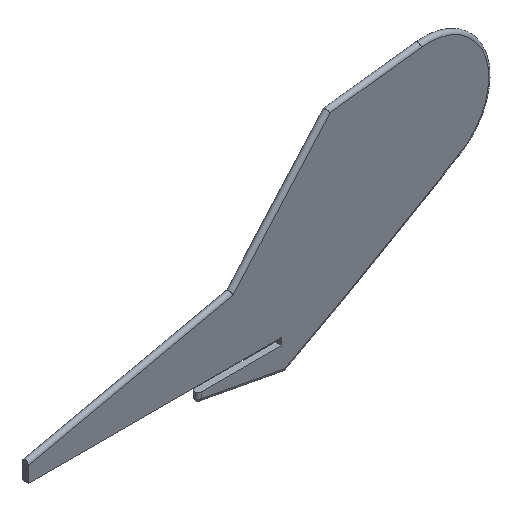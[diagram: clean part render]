
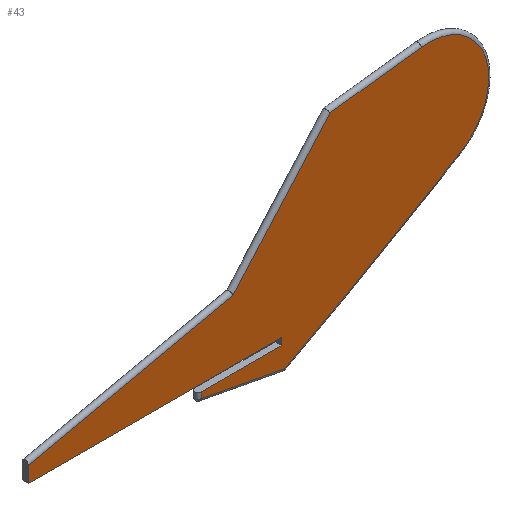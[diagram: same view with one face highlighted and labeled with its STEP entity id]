
A CAD part, isometric view. The second image highlights one B-rep face of the part: STEP entity #43.
In plain terms, the highlighted planar face has unit normal (0, -1, 0).
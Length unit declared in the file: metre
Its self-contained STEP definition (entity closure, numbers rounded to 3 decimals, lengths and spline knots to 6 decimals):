
#43 = ADVANCED_FACE( '', ( #92 ), #93, .T. );
#92 = FACE_OUTER_BOUND( '', #144, .T. );
#93 = PLANE( '', #145 );
#144 = EDGE_LOOP( '', ( #200, #201, #202, #203, #204, #205, #206, #207, #208, #209, #210, #211 ) );
#145 = AXIS2_PLACEMENT_3D( '', #212, #213, #214 );
#200 = ORIENTED_EDGE( '', *, *, #328, .T. );
#201 = ORIENTED_EDGE( '', *, *, #329, .T. );
#202 = ORIENTED_EDGE( '', *, *, #326, .F. );
#203 = ORIENTED_EDGE( '', *, *, #330, .T. );
#204 = ORIENTED_EDGE( '', *, *, #331, .F. );
#205 = ORIENTED_EDGE( '', *, *, #332, .F. );
#206 = ORIENTED_EDGE( '', *, *, #333, .T. );
#207 = ORIENTED_EDGE( '', *, *, #318, .T. );
#208 = ORIENTED_EDGE( '', *, *, #334, .T. );
#209 = ORIENTED_EDGE( '', *, *, #335, .T. );
#210 = ORIENTED_EDGE( '', *, *, #336, .T. );
#211 = ORIENTED_EDGE( '', *, *, #337, .T. );
#212 = CARTESIAN_POINT( '', ( 0.060622, -0.002, 0.029933 ) );
#213 = DIRECTION( '', ( 0., -1., 0. ) );
#214 = DIRECTION( '', ( 1., 0., 0. ) );
#318 = EDGE_CURVE( '', #370, #371, #372, .F. );
#326 = EDGE_CURVE( '', #384, #379, #386, .T. );
#328 = EDGE_CURVE( '', #388, #389, #390, .F. );
#329 = EDGE_CURVE( '', #389, #379, #391, .F. );
#330 = EDGE_CURVE( '', #384, #392, #393, .T. );
#331 = EDGE_CURVE( '', #394, #392, #395, .T. );
#332 = EDGE_CURVE( '', #396, #394, #397, .T. );
#333 = EDGE_CURVE( '', #396, #370, #398, .F. );
#334 = EDGE_CURVE( '', #371, #399, #400, .F. );
#335 = EDGE_CURVE( '', #399, #401, #402, .T. );
#336 = EDGE_CURVE( '', #401, #403, #404, .T. );
#337 = EDGE_CURVE( '', #403, #388, #405, .F. );
#370 = VERTEX_POINT( '', #446 );
#371 = VERTEX_POINT( '', #447 );
#372 = LINE( '', #448, #449 );
#379 = VERTEX_POINT( '', #457 );
#384 = VERTEX_POINT( '', #463 );
#386 = LINE( '', #466, #467 );
#388 = VERTEX_POINT( '', #469 );
#389 = VERTEX_POINT( '', #470 );
#390 = LINE( '', #471, #472 );
#391 = LINE( '', #473, #474 );
#392 = VERTEX_POINT( '', #475 );
#393 = LINE( '', #476, #477 );
#394 = VERTEX_POINT( '', #478 );
#395 = LINE( '', #479, #480 );
#396 = VERTEX_POINT( '', #481 );
#397 = LINE( '', #482, #483 );
#398 = LINE( '', #484, #485 );
#399 = VERTEX_POINT( '', #486 );
#400 = LINE( '', #487, #488 );
#401 = VERTEX_POINT( '', #489 );
#402 = LINE( '', #490, #491 );
#403 = VERTEX_POINT( '', #492 );
#404 = CIRCLE( '', #493, 0.019 );
#405 = LINE( '', #494, #495 );
#446 = CARTESIAN_POINT( '', ( 0.004635, -0.002, -0.004062 ) );
#447 = CARTESIAN_POINT( '', ( 0.031023, -0.002, -0.009086 ) );
#448 = CARTESIAN_POINT( '', ( 0.052418, -0.002, -0.013159 ) );
#449 = VECTOR( '', #546, 1. );
#457 = CARTESIAN_POINT( '', ( -0.05, -0.002, 0.004976 ) );
#463 = CARTESIAN_POINT( '', ( -0.05, -0.002, 0. ) );
#466 = CARTESIAN_POINT( '', ( -0.05, -0.002, 0.003 ) );
#467 = VECTOR( '', #559, 1. );
#469 = CARTESIAN_POINT( '', ( 0.045293, -0.002, 0.053769 ) );
#470 = CARTESIAN_POINT( '', ( 0.014798, -0.002, 0.019244 ) );
#471 = CARTESIAN_POINT( '', ( 0.040184, -0.002, 0.047985 ) );
#472 = VECTOR( '', #560, 1. );
#473 = CARTESIAN_POINT( '', ( 0.060748, -0.002, 0.029361 ) );
#474 = VECTOR( '', #561, 1. );
#475 = CARTESIAN_POINT( '', ( 0.03, -0.002, 0. ) );
#476 = CARTESIAN_POINT( '', ( 0.015, -0.002, 0. ) );
#477 = VECTOR( '', #562, 1. );
#478 = CARTESIAN_POINT( '', ( 0.03, -0.002, -0.0022 ) );
#479 = CARTESIAN_POINT( '', ( 0.03, -0.002, -0.0011 ) );
#480 = VECTOR( '', #563, 1. );
#481 = CARTESIAN_POINT( '', ( 0.004635, -0.002, -0.0022 ) );
#482 = CARTESIAN_POINT( '', ( 0.016817, -0.002, -0.0022 ) );
#483 = VECTOR( '', #564, 1. );
#484 = CARTESIAN_POINT( '', ( 0.004635, -0.002, 0.029933 ) );
#485 = VECTOR( '', #565, 1. );
#486 = CARTESIAN_POINT( '', ( 0.049513, -0.002, 0.000873 ) );
#487 = CARTESIAN_POINT( '', ( 0.070256, -0.002, 0.012046 ) );
#488 = VECTOR( '', #566, 1. );
#489 = CARTESIAN_POINT( '', ( 0.086019, -0.002, 0.02195 ) );
#490 = CARTESIAN_POINT( '', ( 0.086019, -0.002, 0.02195 ) );
#491 = VECTOR( '', #567, 1. );
#492 = CARTESIAN_POINT( '', ( 0.074239, -0.002, 0.057268 ) );
#493 = AXIS2_PLACEMENT_3D( '', #568, #569, #570 );
#494 = CARTESIAN_POINT( '', ( 0.057561, -0.002, 0.055252 ) );
#495 = VECTOR( '', #571, 1. );
#546 = DIRECTION( '', ( -0.982, 0., 0.187 ) );
#559 = DIRECTION( '', ( 0., 0., 1. ) );
#560 = DIRECTION( '', ( 0.662, 0., 0.749 ) );
#561 = DIRECTION( '', ( 0.977, 0., 0.215 ) );
#562 = DIRECTION( '', ( 1., 0., 0. ) );
#563 = DIRECTION( '', ( 0., 0., 1. ) );
#564 = DIRECTION( '', ( 1., 0., 0. ) );
#565 = DIRECTION( '', ( 0., 0., 1. ) );
#566 = DIRECTION( '', ( -0.88, 0., -0.474 ) );
#567 = DIRECTION( '', ( 0.866, 0., 0.5 ) );
#568 = CARTESIAN_POINT( '', ( 0.076519, -0.002, 0.038405 ) );
#569 = DIRECTION( '', ( 0., -1., 0. ) );
#570 = DIRECTION( '', ( 0., 0., -1. ) );
#571 = DIRECTION( '', ( 0.993, 0., 0.12 ) );
